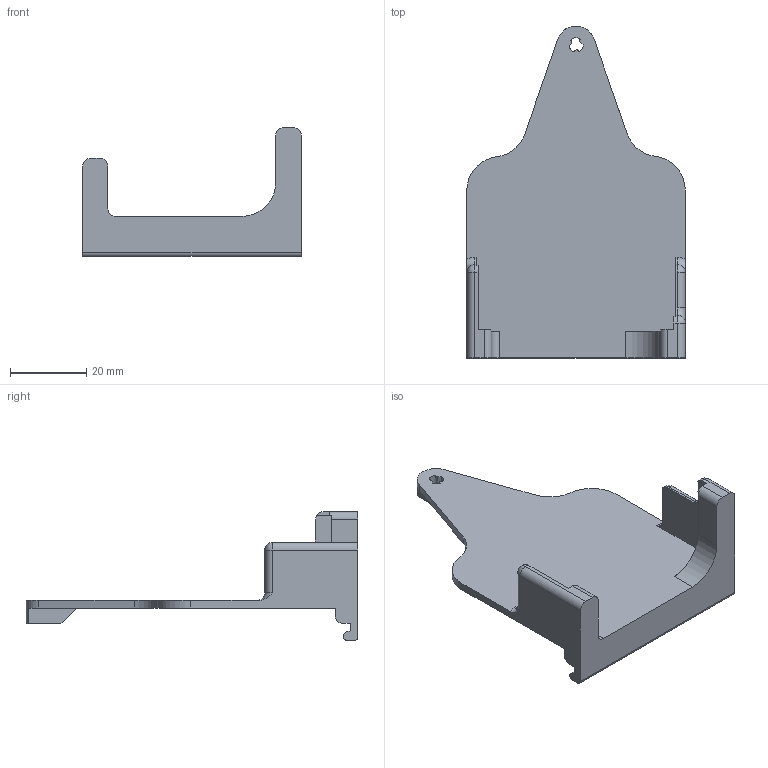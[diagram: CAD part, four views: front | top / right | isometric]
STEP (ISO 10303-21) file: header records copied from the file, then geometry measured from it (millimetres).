
FILE_DESCRIPTION(/* description */ (''),/* implementation_level */ '2;1');
FILE_NAME(/* name */ 'SEN5X Mount V4.stp',/* time_stamp */ '2025-07-10T15:54:52-04:00',/* author */ ('vncnt'),/* organization */ (''),/* preprocessor_version */ 'ST-DEVELOPER v20',/* originating_system */ 'Autodesk Inventor 2025',/* authorisation */ '');
FILE_SCHEMA (('AUTOMOTIVE_DESIGN { 1 0 10303 214 3 1 1 }'));
Length unit declared in the file: millimetre
Products named in the file (1): SEN5X_Mount_V4
Bounding box: 57.3 x 87.08 x 33.8 mm (x, y, z)
Volume: 12867.9 mm3; surface area: 11205.8 mm2
Topology: 1 solids, 1 shells, 79 faces, 210 edges, 133 vertices
Faces by surface type: plane 36, cylinder 31, cone 6, torus 3, sphere 3
Entity records: 2527 total; most frequent: CARTESIAN_POINT 467, DIRECTION 438, ORIENTED_EDGE 420, EDGE_CURVE 210, AXIS2_PLACEMENT_3D 156, VERTEX_POINT 133, LINE 126, VECTOR 126
